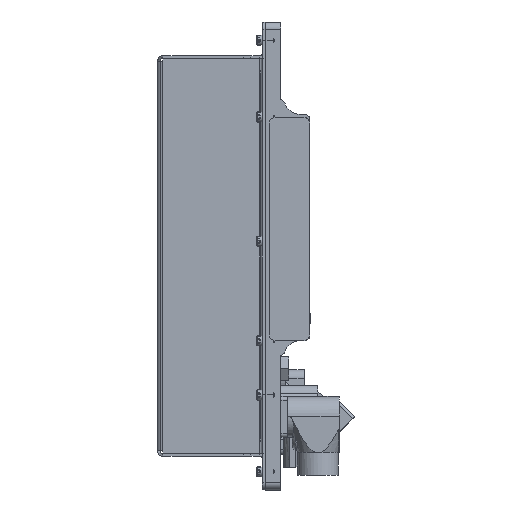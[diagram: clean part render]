
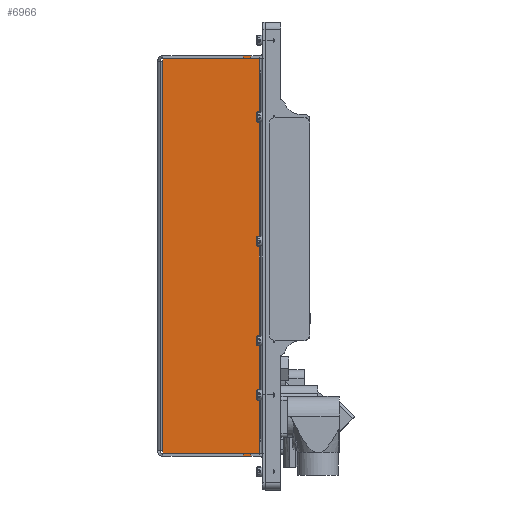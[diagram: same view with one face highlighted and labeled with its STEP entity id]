
A CAD part, left-side view. The second image highlights one B-rep face of the part: STEP entity #6966.
In plain terms, the highlighted face is planar.
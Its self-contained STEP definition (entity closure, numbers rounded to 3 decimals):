
#140 = DIRECTION ( 'NONE',  ( 0., 0., 1. ) ) ;
#180 = VERTEX_POINT ( 'NONE', #12329 ) ;
#391 = VERTEX_POINT ( 'NONE', #25505 ) ;
#462 = VECTOR ( 'NONE', #12045, 1000. ) ;
#657 = VERTEX_POINT ( 'NONE', #18842 ) ;
#900 = VERTEX_POINT ( 'NONE', #18648 ) ;
#1074 = DIRECTION ( 'NONE',  ( 1., 0., 0. ) ) ;
#1339 = LINE ( 'NONE', #27024, #24414 ) ;
#1384 = EDGE_CURVE ( 'NONE', #28619, #391, #6617, .T. ) ;
#1450 = ORIENTED_EDGE ( 'NONE', *, *, #27967, .T. ) ;
#1714 = ORIENTED_EDGE ( 'NONE', *, *, #19085, .F. ) ;
#1941 = ORIENTED_EDGE ( 'NONE', *, *, #6424, .T. ) ;
#2271 = LINE ( 'NONE', #16410, #4611 ) ;
#2315 = DIRECTION ( 'NONE',  ( -1., 0., 0. ) ) ;
#2336 = LINE ( 'NONE', #16326, #12374 ) ;
#2425 = ORIENTED_EDGE ( 'NONE', *, *, #23548, .T. ) ;
#2463 = CARTESIAN_POINT ( 'NONE',  ( 134.95, 970.714, -4.004 ) ) ;
#2482 = LINE ( 'NONE', #26177, #19457 ) ;
#2550 = CARTESIAN_POINT ( 'NONE',  ( 133., 970.714, -4. ) ) ;
#2880 = VECTOR ( 'NONE', #30186, 1000. ) ;
#3205 = CARTESIAN_POINT ( 'NONE',  ( 134.95, 970.714, -59.004 ) ) ;
#3269 = VERTEX_POINT ( 'NONE', #12810 ) ;
#3459 = ORIENTED_EDGE ( 'NONE', *, *, #29413, .T. ) ;
#3695 = CARTESIAN_POINT ( 'NONE',  ( 134.95, 970.714, -4.004 ) ) ;
#4611 = VECTOR ( 'NONE', #140, 1000. ) ;
#4687 = EDGE_CURVE ( 'NONE', #391, #17013, #17078, .T. ) ;
#5431 = VERTEX_POINT ( 'NONE', #7951 ) ;
#5626 = ORIENTED_EDGE ( 'NONE', *, *, #16383, .T. ) ;
#5688 = CARTESIAN_POINT ( 'NONE',  ( 134.95, 970.714, -4.004 ) ) ;
#5766 = VECTOR ( 'NONE', #25355, 1000. ) ;
#5933 = VERTEX_POINT ( 'NONE', #15555 ) ;
#6168 = EDGE_LOOP ( 'NONE', ( #1714, #29435, #18639, #2425, #3459, #27096, #12328, #7440, #1450, #10539, #1941, #29550, #5626, #28223, #26081, #10085 ) ) ;
#6424 = EDGE_CURVE ( 'NONE', #180, #29051, #9190, .T. ) ;
#6617 = LINE ( 'NONE', #15969, #5766 ) ;
#6966 = ADVANCED_FACE ( 'NONE', ( #10374 ), #26964, .T. ) ;
#7440 = ORIENTED_EDGE ( 'NONE', *, *, #27698, .T. ) ;
#7951 = CARTESIAN_POINT ( 'NONE',  ( 134.95, 970.714, -70.004 ) ) ;
#7995 = LINE ( 'NONE', #5688, #24476 ) ;
#8069 = DIRECTION ( 'NONE',  ( 0., 0., -1. ) ) ;
#8426 = CARTESIAN_POINT ( 'NONE',  ( -134.95, 970.714, -4.004 ) ) ;
#9089 = LINE ( 'NONE', #18765, #10767 ) ;
#9190 = LINE ( 'NONE', #11037, #22109 ) ;
#9849 = DIRECTION ( 'NONE',  ( 0., 0., -1. ) ) ;
#10085 = ORIENTED_EDGE ( 'NONE', *, *, #4687, .T. ) ;
#10175 = CARTESIAN_POINT ( 'NONE',  ( -133., 970.714, -4.004 ) ) ;
#10374 = FACE_OUTER_BOUND ( 'NONE', #6168, .T. ) ;
#10525 = CARTESIAN_POINT ( 'NONE',  ( 137., 970.714, -59.004 ) ) ;
#10539 = ORIENTED_EDGE ( 'NONE', *, *, #22620, .T. ) ;
#10767 = VECTOR ( 'NONE', #2315, 1000. ) ;
#11022 = CARTESIAN_POINT ( 'NONE',  ( -134.95, 970.714, -59.004 ) ) ;
#11037 = CARTESIAN_POINT ( 'NONE',  ( -134.95, 970.714, -64.004 ) ) ;
#11650 = DIRECTION ( 'NONE',  ( -1., 0., 0. ) ) ;
#11738 = CARTESIAN_POINT ( 'NONE',  ( -134.95, 970.714, -70.004 ) ) ;
#11981 = VECTOR ( 'NONE', #9849, 1000. ) ;
#12033 = DIRECTION ( 'NONE',  ( 0., 0., -1. ) ) ;
#12045 = DIRECTION ( 'NONE',  ( 0., 0., 1. ) ) ;
#12328 = ORIENTED_EDGE ( 'NONE', *, *, #14729, .T. ) ;
#12329 = CARTESIAN_POINT ( 'NONE',  ( -134.95, 970.714, -64.004 ) ) ;
#12374 = VECTOR ( 'NONE', #27538, 1000. ) ;
#12810 = CARTESIAN_POINT ( 'NONE',  ( 134.95, 970.714, -64.004 ) ) ;
#14455 = EDGE_CURVE ( 'NONE', #15506, #23387, #2482, .T. ) ;
#14729 = EDGE_CURVE ( 'NONE', #657, #3269, #1339, .T. ) ;
#14984 = DIRECTION ( 'NONE',  ( 0., 0., -1. ) ) ;
#15274 = DIRECTION ( 'NONE',  ( 1., 0., 0. ) ) ;
#15480 = DIRECTION ( 'NONE',  ( 0., 0., 1. ) ) ;
#15506 = VERTEX_POINT ( 'NONE', #2550 ) ;
#15555 = CARTESIAN_POINT ( 'NONE',  ( -134.95, 970.714, -70.004 ) ) ;
#15668 = CARTESIAN_POINT ( 'NONE',  ( 133., 970.714, -4.004 ) ) ;
#15969 = CARTESIAN_POINT ( 'NONE',  ( -134.95, 970.714, -4.004 ) ) ;
#16326 = CARTESIAN_POINT ( 'NONE',  ( 134.95, 970.714, -59.004 ) ) ;
#16383 = EDGE_CURVE ( 'NONE', #22904, #25644, #20691, .T. ) ;
#16410 = CARTESIAN_POINT ( 'NONE',  ( -137., 970.714, -59.004 ) ) ;
#16478 = CARTESIAN_POINT ( 'NONE',  ( -137., 970.714, -59.004 ) ) ;
#17013 = VERTEX_POINT ( 'NONE', #25038 ) ;
#17078 = LINE ( 'NONE', #10175, #462 ) ;
#17433 = CARTESIAN_POINT ( 'NONE',  ( 0., 970.714, 967.426 ) ) ;
#18100 = EDGE_CURVE ( 'NONE', #23387, #18943, #7995, .T. ) ;
#18222 = AXIS2_PLACEMENT_3D ( 'NONE', #17433, #29386, #15274 ) ;
#18229 = DIRECTION ( 'NONE',  ( -1., 0., 0. ) ) ;
#18254 = VECTOR ( 'NONE', #15480, 1000. ) ;
#18639 = ORIENTED_EDGE ( 'NONE', *, *, #18100, .T. ) ;
#18648 = CARTESIAN_POINT ( 'NONE',  ( 137., 970.714, -59.004 ) ) ;
#18765 = CARTESIAN_POINT ( 'NONE',  ( 0., 970.714, -4. ) ) ;
#18842 = CARTESIAN_POINT ( 'NONE',  ( 137., 970.714, -64.004 ) ) ;
#18943 = VERTEX_POINT ( 'NONE', #3695 ) ;
#19085 = EDGE_CURVE ( 'NONE', #15506, #17013, #9089, .T. ) ;
#19280 = CARTESIAN_POINT ( 'NONE',  ( -137., 970.714, -64.004 ) ) ;
#19457 = VECTOR ( 'NONE', #12033, 1000. ) ;
#20173 = VECTOR ( 'NONE', #14984, 1000. ) ;
#20552 = LINE ( 'NONE', #20864, #18254 ) ;
#20593 = VECTOR ( 'NONE', #25482, 1000. ) ;
#20691 = LINE ( 'NONE', #11022, #2880 ) ;
#20864 = CARTESIAN_POINT ( 'NONE',  ( -134.95, 970.714, -64.004 ) ) ;
#21827 = LINE ( 'NONE', #2463, #11981 ) ;
#22109 = VECTOR ( 'NONE', #11650, 1000. ) ;
#22201 = LINE ( 'NONE', #10525, #20173 ) ;
#22620 = EDGE_CURVE ( 'NONE', #5933, #180, #20552, .T. ) ;
#22904 = VERTEX_POINT ( 'NONE', #16478 ) ;
#23387 = VERTEX_POINT ( 'NONE', #15668 ) ;
#23548 = EDGE_CURVE ( 'NONE', #18943, #28358, #21827, .T. ) ;
#23724 = LINE ( 'NONE', #11738, #29504 ) ;
#24214 = EDGE_CURVE ( 'NONE', #29051, #22904, #2271, .T. ) ;
#24414 = VECTOR ( 'NONE', #18229, 1000. ) ;
#24476 = VECTOR ( 'NONE', #1074, 1000. ) ;
#25038 = CARTESIAN_POINT ( 'NONE',  ( -133., 970.714, -4. ) ) ;
#25355 = DIRECTION ( 'NONE',  ( 1., 0., 0. ) ) ;
#25482 = DIRECTION ( 'NONE',  ( 0., 0., 1. ) ) ;
#25505 = CARTESIAN_POINT ( 'NONE',  ( -133., 970.714, -4.004 ) ) ;
#25615 = VECTOR ( 'NONE', #8069, 1000. ) ;
#25644 = VERTEX_POINT ( 'NONE', #26151 ) ;
#25902 = EDGE_CURVE ( 'NONE', #25644, #28619, #27180, .T. ) ;
#25951 = LINE ( 'NONE', #29107, #25615 ) ;
#26081 = ORIENTED_EDGE ( 'NONE', *, *, #1384, .T. ) ;
#26151 = CARTESIAN_POINT ( 'NONE',  ( -134.95, 970.714, -59.004 ) ) ;
#26177 = CARTESIAN_POINT ( 'NONE',  ( 133., 970.714, 901.426 ) ) ;
#26964 = PLANE ( 'NONE',  #18222 ) ;
#27024 = CARTESIAN_POINT ( 'NONE',  ( 134.95, 970.714, -64.004 ) ) ;
#27096 = ORIENTED_EDGE ( 'NONE', *, *, #27587, .T. ) ;
#27180 = LINE ( 'NONE', #8426, #20593 ) ;
#27466 = CARTESIAN_POINT ( 'NONE',  ( -134.95, 970.714, -4.004 ) ) ;
#27538 = DIRECTION ( 'NONE',  ( 1., 0., 0. ) ) ;
#27587 = EDGE_CURVE ( 'NONE', #900, #657, #22201, .T. ) ;
#27698 = EDGE_CURVE ( 'NONE', #3269, #5431, #25951, .T. ) ;
#27967 = EDGE_CURVE ( 'NONE', #5431, #5933, #23724, .T. ) ;
#28223 = ORIENTED_EDGE ( 'NONE', *, *, #25902, .T. ) ;
#28358 = VERTEX_POINT ( 'NONE', #3205 ) ;
#28619 = VERTEX_POINT ( 'NONE', #27466 ) ;
#29051 = VERTEX_POINT ( 'NONE', #19280 ) ;
#29107 = CARTESIAN_POINT ( 'NONE',  ( 134.95, 970.714, -64.004 ) ) ;
#29386 = DIRECTION ( 'NONE',  ( 0., 1., 0. ) ) ;
#29413 = EDGE_CURVE ( 'NONE', #28358, #900, #2336, .T. ) ;
#29435 = ORIENTED_EDGE ( 'NONE', *, *, #14455, .T. ) ;
#29504 = VECTOR ( 'NONE', #29992, 1000. ) ;
#29550 = ORIENTED_EDGE ( 'NONE', *, *, #24214, .T. ) ;
#29992 = DIRECTION ( 'NONE',  ( -1., 0., 0. ) ) ;
#30186 = DIRECTION ( 'NONE',  ( 1., 0., 0. ) ) ;
